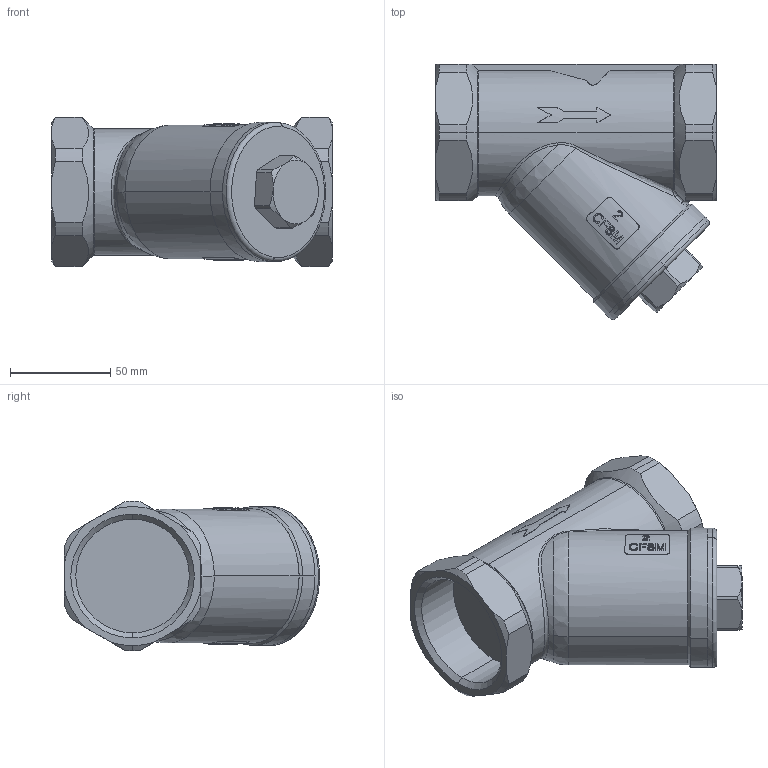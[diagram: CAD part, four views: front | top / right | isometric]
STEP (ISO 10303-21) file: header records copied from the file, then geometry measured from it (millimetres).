
FILE_DESCRIPTION (( 'STEP AP203' ), '1' );
FILE_NAME ('602 DN50.STEP', '2018-03-12T08:15:43', ( '' ), ( '' ), 'SwSTEP 2.0', 'SolidWorks 2015', '' );
FILE_SCHEMA (( 'CONFIG_CONTROL_DESIGN' ));
Length unit declared in the file: millimetre
Products named in the file (1): 602 DN50
Bounding box: 140 x 127.3 x 74.5 mm (x, y, z)
Volume: 571983.2 mm3; surface area: 60197.6 mm2
Topology: 1 solids, 1 shells, 268 faces, 704 edges, 459 vertices
Faces by surface type: bspline 105, plane 64, cylinder 55, cone 34, torus 10
Entity records: 30901 total; most frequent: CARTESIAN_POINT 24954, ORIENTED_EDGE 1408, DIRECTION 909, EDGE_CURVE 704, VERTEX_POINT 459, AXIS2_PLACEMENT_3D 322, EDGE_LOOP 289, B_SPLINE_CURVE_WITH_KNOTS 273
